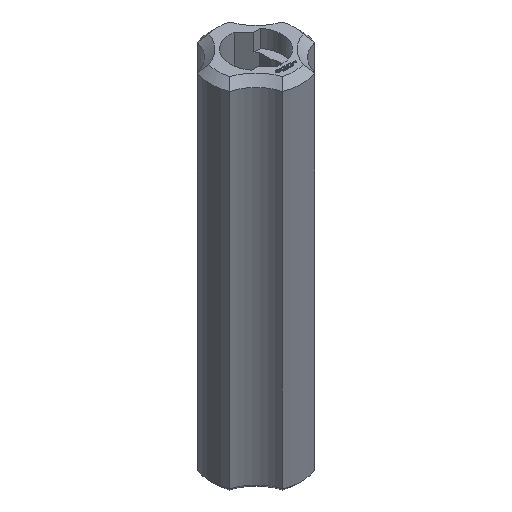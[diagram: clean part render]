
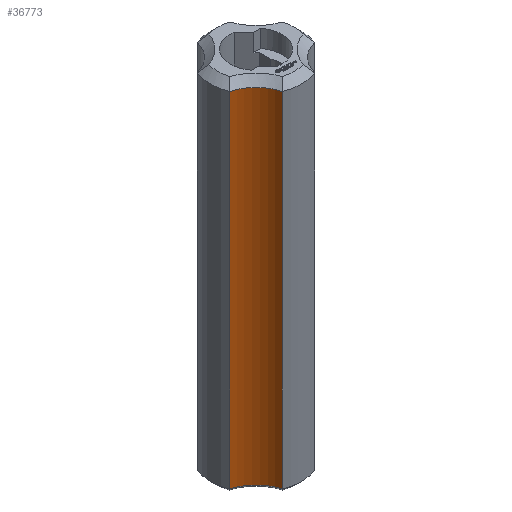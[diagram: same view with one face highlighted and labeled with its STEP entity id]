
A CAD part, isometric view. The second image highlights one B-rep face of the part: STEP entity #36773.
In plain terms, the highlighted cylindrical face has radius 5 mm (diameter 10 mm), a partial arc.
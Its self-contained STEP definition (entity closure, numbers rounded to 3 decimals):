
#33361 = CONICAL_SURFACE('',#33362,5.5,0.785);
#33362 = AXIS2_PLACEMENT_3D('',#33363,#33364,#33365);
#33363 = CARTESIAN_POINT('',(-7.071,-7.071,48.25));
#33364 = DIRECTION('',(0.,0.,1.));
#33365 = DIRECTION('',(0.969,0.246,-0.));
#34298 = CONICAL_SURFACE('',#34299,5.25,0.785);
#34299 = AXIS2_PLACEMENT_3D('',#34300,#34301,#34302);
#34300 = CARTESIAN_POINT('',(-7.071,-7.071,0.25));
#34301 = DIRECTION('',(0.,0.,-1.));
#34302 = DIRECTION('',(0.969,0.246,0.));
#34828 = VERTEX_POINT('',#34829);
#34829 = CARTESIAN_POINT('',(-5.841,-2.225,0.5));
#34864 = CYLINDRICAL_SURFACE('',#34865,6.25);
#34865 = AXIS2_PLACEMENT_3D('',#34866,#34867,#34868);
#34866 = CARTESIAN_POINT('',(0.,0.,0.));
#34867 = DIRECTION('',(0.,0.,1.));
#34868 = DIRECTION('',(-0.934,0.356,0.));
#34881 = EDGE_CURVE('',#34882,#34828,#34884,.T.);
#34882 = VERTEX_POINT('',#34883);
#34883 = CARTESIAN_POINT('',(-2.225,-5.841,0.5));
#34884 = SURFACE_CURVE('',#34885,(#34890,#34897),.PCURVE_S1.);
#34885 = CIRCLE('',#34886,5.);
#34886 = AXIS2_PLACEMENT_3D('',#34887,#34888,#34889);
#34887 = CARTESIAN_POINT('',(-7.071,-7.071,0.5));
#34888 = DIRECTION('',(0.,0.,1.));
#34889 = DIRECTION('',(0.969,0.246,-0.));
#34890 = PCURVE('',#34298,#34891);
#34891 = DEFINITIONAL_REPRESENTATION('',(#34892),#34896);
#34892 = LINE('',#34893,#34894);
#34893 = CARTESIAN_POINT('',(6.283,-0.25));
#34894 = VECTOR('',#34895,1.);
#34895 = DIRECTION('',(-1.,0.));
#34896 = ( GEOMETRIC_REPRESENTATION_CONTEXT(2) 
PARAMETRIC_REPRESENTATION_CONTEXT() REPRESENTATION_CONTEXT('2D SPACE',''
  ) );
#34897 = PCURVE('',#34898,#34903);
#34898 = CYLINDRICAL_SURFACE('',#34899,5.);
#34899 = AXIS2_PLACEMENT_3D('',#34900,#34901,#34902);
#34900 = CARTESIAN_POINT('',(-7.071,-7.071,0.));
#34901 = DIRECTION('',(0.,0.,1.));
#34902 = DIRECTION('',(0.969,0.246,-0.));
#34903 = DEFINITIONAL_REPRESENTATION('',(#34904),#34908);
#34904 = LINE('',#34905,#34906);
#34905 = CARTESIAN_POINT('',(0.,0.5));
#34906 = VECTOR('',#34907,1.);
#34907 = DIRECTION('',(1.,0.));
#34908 = ( GEOMETRIC_REPRESENTATION_CONTEXT(2) 
PARAMETRIC_REPRESENTATION_CONTEXT() REPRESENTATION_CONTEXT('2D SPACE',''
  ) );
#34951 = CYLINDRICAL_SURFACE('',#34952,6.25);
#34952 = AXIS2_PLACEMENT_3D('',#34953,#34954,#34955);
#34953 = CARTESIAN_POINT('',(0.,0.,0.));
#34954 = DIRECTION('',(0.,0.,1.));
#34955 = DIRECTION('',(-0.356,-0.934,0.));
#36005 = VERTEX_POINT('',#36006);
#36006 = CARTESIAN_POINT('',(-2.225,-5.841,47.75));
#36164 = EDGE_CURVE('',#36165,#36005,#36167,.T.);
#36165 = VERTEX_POINT('',#36166);
#36166 = CARTESIAN_POINT('',(-5.841,-2.225,47.75));
#36167 = SURFACE_CURVE('',#36168,(#36173,#36180),.PCURVE_S1.);
#36168 = CIRCLE('',#36169,5.);
#36169 = AXIS2_PLACEMENT_3D('',#36170,#36171,#36172);
#36170 = CARTESIAN_POINT('',(-7.071,-7.071,47.75));
#36171 = DIRECTION('',(0.,0.,-1.));
#36172 = DIRECTION('',(0.969,0.246,0.));
#36173 = PCURVE('',#33361,#36174);
#36174 = DEFINITIONAL_REPRESENTATION('',(#36175),#36179);
#36175 = LINE('',#36176,#36177);
#36176 = CARTESIAN_POINT('',(6.283,-0.5));
#36177 = VECTOR('',#36178,1.);
#36178 = DIRECTION('',(-1.,0.));
#36179 = ( GEOMETRIC_REPRESENTATION_CONTEXT(2) 
PARAMETRIC_REPRESENTATION_CONTEXT() REPRESENTATION_CONTEXT('2D SPACE',''
  ) );
#36180 = PCURVE('',#34898,#36181);
#36181 = DEFINITIONAL_REPRESENTATION('',(#36182),#36186);
#36182 = LINE('',#36183,#36184);
#36183 = CARTESIAN_POINT('',(6.283,47.75));
#36184 = VECTOR('',#36185,1.);
#36185 = DIRECTION('',(-1.,0.));
#36186 = ( GEOMETRIC_REPRESENTATION_CONTEXT(2) 
PARAMETRIC_REPRESENTATION_CONTEXT() REPRESENTATION_CONTEXT('2D SPACE',''
  ) );
#36672 = EDGE_CURVE('',#34882,#36005,#36673,.T.);
#36673 = SURFACE_CURVE('',#36674,(#36678,#36685),.PCURVE_S1.);
#36674 = LINE('',#36675,#36676);
#36675 = CARTESIAN_POINT('',(-2.225,-5.841,0.));
#36676 = VECTOR('',#36677,1.);
#36677 = DIRECTION('',(0.,0.,1.));
#36678 = PCURVE('',#34951,#36679);
#36679 = DEFINITIONAL_REPRESENTATION('',(#36680),#36684);
#36680 = LINE('',#36681,#36682);
#36681 = CARTESIAN_POINT('',(0.,0.));
#36682 = VECTOR('',#36683,1.);
#36683 = DIRECTION('',(0.,1.));
#36684 = ( GEOMETRIC_REPRESENTATION_CONTEXT(2) 
PARAMETRIC_REPRESENTATION_CONTEXT() REPRESENTATION_CONTEXT('2D SPACE',''
  ) );
#36685 = PCURVE('',#34898,#36686);
#36686 = DEFINITIONAL_REPRESENTATION('',(#36687),#36691);
#36687 = LINE('',#36688,#36689);
#36688 = CARTESIAN_POINT('',(0.,0.));
#36689 = VECTOR('',#36690,1.);
#36690 = DIRECTION('',(0.,1.));
#36691 = ( GEOMETRIC_REPRESENTATION_CONTEXT(2) 
PARAMETRIC_REPRESENTATION_CONTEXT() REPRESENTATION_CONTEXT('2D SPACE',''
  ) );
#36773 = ADVANCED_FACE('',(#36774),#34898,.F.);
#36774 = FACE_BOUND('',#36775,.F.);
#36775 = EDGE_LOOP('',(#36776,#36797,#36798,#36799));
#36776 = ORIENTED_EDGE('',*,*,#36777,.T.);
#36777 = EDGE_CURVE('',#34828,#36165,#36778,.T.);
#36778 = SURFACE_CURVE('',#36779,(#36783,#36790),.PCURVE_S1.);
#36779 = LINE('',#36780,#36781);
#36780 = CARTESIAN_POINT('',(-5.841,-2.225,0.));
#36781 = VECTOR('',#36782,1.);
#36782 = DIRECTION('',(0.,0.,1.));
#36783 = PCURVE('',#34898,#36784);
#36784 = DEFINITIONAL_REPRESENTATION('',(#36785),#36789);
#36785 = LINE('',#36786,#36787);
#36786 = CARTESIAN_POINT('',(1.074,0.));
#36787 = VECTOR('',#36788,1.);
#36788 = DIRECTION('',(0.,1.));
#36789 = ( GEOMETRIC_REPRESENTATION_CONTEXT(2) 
PARAMETRIC_REPRESENTATION_CONTEXT() REPRESENTATION_CONTEXT('2D SPACE',''
  ) );
#36790 = PCURVE('',#34864,#36791);
#36791 = DEFINITIONAL_REPRESENTATION('',(#36792),#36796);
#36792 = LINE('',#36793,#36794);
#36793 = CARTESIAN_POINT('',(0.728,0.));
#36794 = VECTOR('',#36795,1.);
#36795 = DIRECTION('',(0.,1.));
#36796 = ( GEOMETRIC_REPRESENTATION_CONTEXT(2) 
PARAMETRIC_REPRESENTATION_CONTEXT() REPRESENTATION_CONTEXT('2D SPACE',''
  ) );
#36797 = ORIENTED_EDGE('',*,*,#36164,.T.);
#36798 = ORIENTED_EDGE('',*,*,#36672,.F.);
#36799 = ORIENTED_EDGE('',*,*,#34881,.T.);
